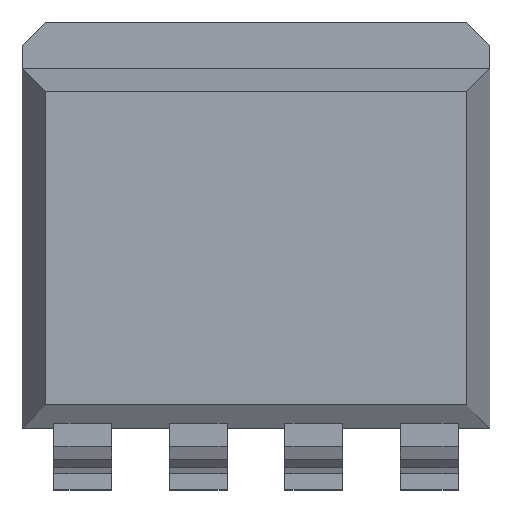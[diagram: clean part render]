
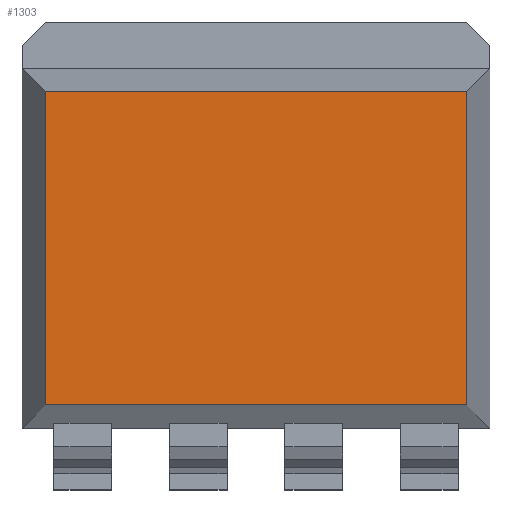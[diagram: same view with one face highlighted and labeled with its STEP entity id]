
A CAD part, top view. The second image highlights one B-rep face of the part: STEP entity #1303.
In plain terms, the highlighted planar face has unit normal (0, 0, 1).
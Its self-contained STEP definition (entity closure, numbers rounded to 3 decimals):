
#51=FACE_OUTER_BOUND('',#125,.T.);
#125=EDGE_LOOP('',(#911,#912,#913,#914));
#203=LINE('',#1855,#385);
#207=LINE('',#1863,#389);
#210=LINE('',#1869,#392);
#214=LINE('',#1875,#396);
#385=VECTOR('',#1513,10.);
#389=VECTOR('',#1519,10.);
#392=VECTOR('',#1524,10.);
#396=VECTOR('',#1530,10.);
#561=VERTEX_POINT('',#1853);
#562=VERTEX_POINT('',#1854);
#565=VERTEX_POINT('',#1862);
#567=VERTEX_POINT('',#1868);
#687=EDGE_CURVE('',#561,#562,#203,.T.);
#691=EDGE_CURVE('',#562,#565,#207,.T.);
#694=EDGE_CURVE('',#565,#567,#210,.T.);
#698=EDGE_CURVE('',#567,#561,#214,.T.);
#911=ORIENTED_EDGE('',*,*,#687,.F.);
#912=ORIENTED_EDGE('',*,*,#698,.F.);
#913=ORIENTED_EDGE('',*,*,#694,.F.);
#914=ORIENTED_EDGE('',*,*,#691,.F.);
#1229=PLANE('',#1409);
#1303=ADVANCED_FACE('',(#51),#1229,.T.);
#1409=AXIS2_PLACEMENT_3D('',#1886,#1540,#1541);
#1513=DIRECTION('',(1.,0.,0.));
#1519=DIRECTION('',(0.,-1.,0.));
#1524=DIRECTION('',(-1.,0.,0.));
#1530=DIRECTION('',(0.,1.,0.));
#1540=DIRECTION('center_axis',(0.,0.,1.));
#1541=DIRECTION('ref_axis',(1.,0.,0.));
#1853=CARTESIAN_POINT('',(-3.65,2.71,1.8));
#1854=CARTESIAN_POINT('',(3.65,2.71,1.8));
#1855=CARTESIAN_POINT('',(2.025,2.71,1.8));
#1862=CARTESIAN_POINT('',(3.65,-2.71,1.8));
#1863=CARTESIAN_POINT('',(3.65,-1.555,1.8));
#1868=CARTESIAN_POINT('',(-3.65,-2.71,1.8));
#1869=CARTESIAN_POINT('',(-2.025,-2.71,1.8));
#1875=CARTESIAN_POINT('',(-3.65,1.555,1.8));
#1886=CARTESIAN_POINT('Origin',(0.,0.,1.8));
